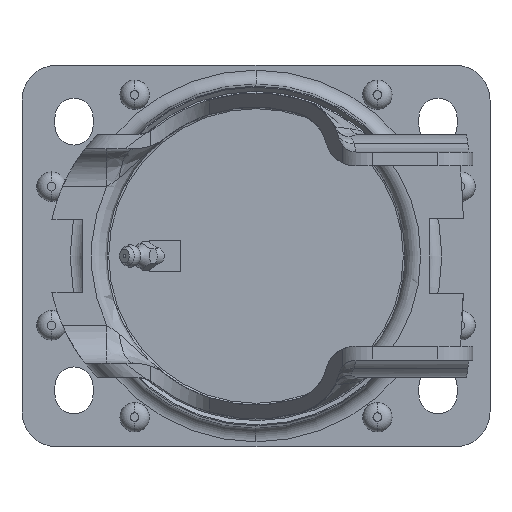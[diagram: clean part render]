
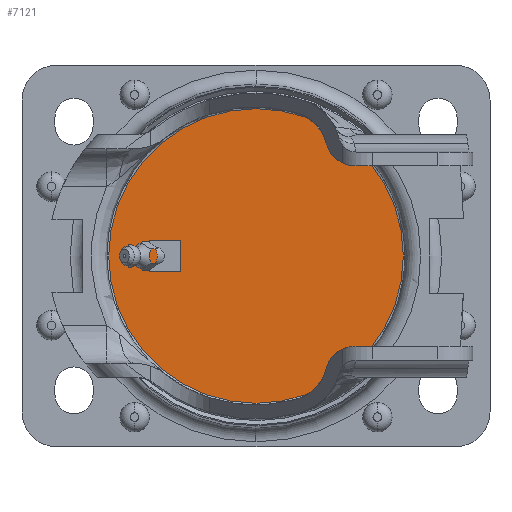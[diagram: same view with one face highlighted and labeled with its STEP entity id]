
A CAD part, front view. The second image highlights one B-rep face of the part: STEP entity #7121.
In plain terms, the highlighted planar face has unit normal (0, -1, 0).
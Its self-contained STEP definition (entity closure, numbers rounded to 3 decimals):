
#1120 = AXIS2_PLACEMENT_3D ( 'NONE', #14652, #8876, #13693 ) ;
#1154 = AXIS2_PLACEMENT_3D ( 'NONE', #6367, #4221, #12367 ) ;
#1407 = CIRCLE ( 'NONE', #3951, 42.5 ) ;
#1754 = FACE_OUTER_BOUND ( 'NONE', #7236, .T. ) ;
#3564 = CARTESIAN_POINT ( 'NONE',  ( 0., -26., 0. ) ) ;
#3951 = AXIS2_PLACEMENT_3D ( 'NONE', #3564, #12103, #15423 ) ;
#4221 = DIRECTION ( 'NONE',  ( 0., -1., 0. ) ) ;
#6245 = VERTEX_POINT ( 'NONE', #6537 ) ;
#6367 = CARTESIAN_POINT ( 'NONE',  ( 0., -26., 0. ) ) ;
#6537 = CARTESIAN_POINT ( 'NONE',  ( -42.5, -26., 0. ) ) ;
#7121 = ADVANCED_FACE ( 'NONE', ( #1754 ), #15028, .T. ) ;
#7236 = EDGE_LOOP ( 'NONE', ( #14259, #9684 ) ) ;
#8876 = DIRECTION ( 'NONE',  ( 0., -1., 0. ) ) ;
#9684 = ORIENTED_EDGE ( 'NONE', *, *, #9751, .T. ) ;
#9751 = EDGE_CURVE ( 'NONE', #6245, #11492, #12260, .T. ) ;
#10147 = EDGE_CURVE ( 'NONE', #11492, #6245, #1407, .T. ) ;
#11492 = VERTEX_POINT ( 'NONE', #13237 ) ;
#12103 = DIRECTION ( 'NONE',  ( 0., -1., 0. ) ) ;
#12260 = CIRCLE ( 'NONE', #1120, 42.5 ) ;
#12367 = DIRECTION ( 'NONE',  ( 1., 0., 0. ) ) ;
#13237 = CARTESIAN_POINT ( 'NONE',  ( 42.5, -26., 0. ) ) ;
#13693 = DIRECTION ( 'NONE',  ( 1., 0., 0. ) ) ;
#14259 = ORIENTED_EDGE ( 'NONE', *, *, #10147, .T. ) ;
#14652 = CARTESIAN_POINT ( 'NONE',  ( 0., -26., 0. ) ) ;
#15028 = PLANE ( 'NONE',  #1154 ) ;
#15423 = DIRECTION ( 'NONE',  ( 1., 0., 0. ) ) ;
